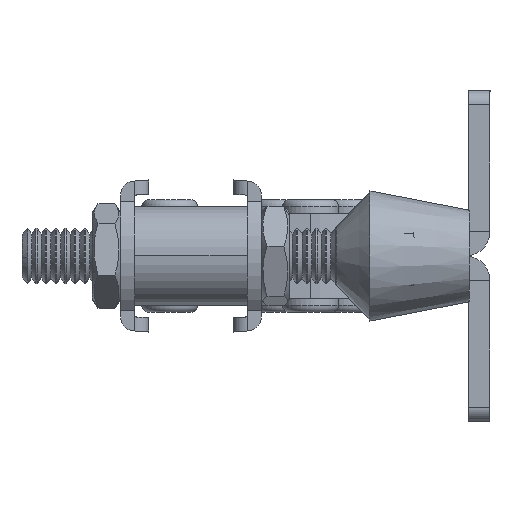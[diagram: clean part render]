
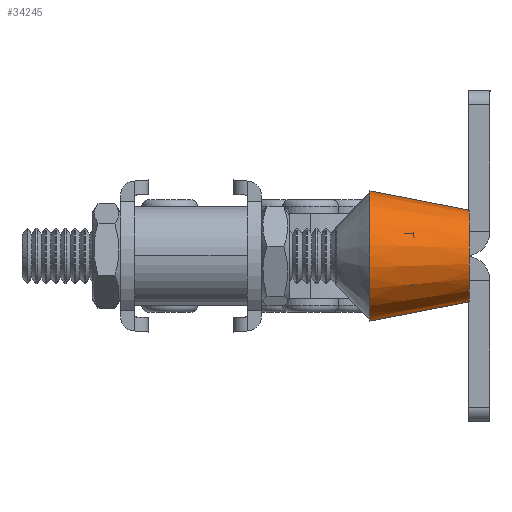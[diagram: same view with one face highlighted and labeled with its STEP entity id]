
A CAD part, left-side view. The second image highlights one B-rep face of the part: STEP entity #34245.
In plain terms, the highlighted conical face has half-angle 11 degrees and reference radius 6.5 mm.
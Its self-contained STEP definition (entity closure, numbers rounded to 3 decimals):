
#656 = EDGE_CURVE ( 'NONE', #21345, #21317, #9868, .T. ) ;
#658 = EDGE_CURVE ( 'NONE', #21323, #21263, #9855, .T. ) ;
#1816 = CONICAL_SURFACE ( 'NONE', #32398, 6.5, 0.192 ) ;
#1824 = FACE_OUTER_BOUND ( 'NONE', #12761, .T. ) ;
#8541 = VECTOR ( 'NONE', #24217, 1000. ) ;
#8546 = LINE ( 'NONE', #24218, #8541 ) ;
#8849 = VECTOR ( 'NONE', #24938, 1000. ) ;
#8857 = LINE ( 'NONE', #24939, #8849 ) ;
#9855 = CIRCLE ( 'NONE', #31357, 9.243 ) ;
#9868 = CIRCLE ( 'NONE', #31352, 6.5 ) ;
#12603 = CARTESIAN_POINT ( 'NONE',  ( 0., 0., 0. ) ) ;
#12604 = DIRECTION ( 'NONE',  ( 0., 1., 0. ) ) ;
#12608 = DIRECTION ( 'NONE',  ( 0., 0., 1. ) ) ;
#12761 = EDGE_LOOP ( 'NONE', ( #14999, #14998, #14997, #14996 ) ) ;
#14996 = ORIENTED_EDGE ( 'NONE', *, *, #658, .T. ) ;
#14997 = ORIENTED_EDGE ( 'NONE', *, *, #15405, .T. ) ;
#14998 = ORIENTED_EDGE ( 'NONE', *, *, #656, .F. ) ;
#14999 = ORIENTED_EDGE ( 'NONE', *, *, #15832, .F. ) ;
#15405 = EDGE_CURVE ( 'NONE', #21345, #21323, #8857, .T. ) ;
#15832 = EDGE_CURVE ( 'NONE', #21317, #21263, #8546, .T. ) ;
#19550 = CARTESIAN_POINT ( 'NONE',  ( 0., 0., 6.5 ) ) ;
#19583 = CARTESIAN_POINT ( 'NONE',  ( 0., 14.111, 9.243 ) ) ;
#19590 = CARTESIAN_POINT ( 'NONE',  ( 0., 0., -6.5 ) ) ;
#19702 = CARTESIAN_POINT ( 'NONE',  ( 0., 14.111, -9.243 ) ) ;
#21263 = VERTEX_POINT ( 'NONE', #19702 ) ;
#21317 = VERTEX_POINT ( 'NONE', #19590 ) ;
#21323 = VERTEX_POINT ( 'NONE', #19583 ) ;
#21345 = VERTEX_POINT ( 'NONE', #19550 ) ;
#24217 = DIRECTION ( 'NONE',  ( 0., 0.982, -0.191 ) ) ;
#24218 = CARTESIAN_POINT ( 'NONE',  ( 0., 0., -6.5 ) ) ;
#24938 = DIRECTION ( 'NONE',  ( 0., 0.982, 0.191 ) ) ;
#24939 = CARTESIAN_POINT ( 'NONE',  ( 0., 0., 6.5 ) ) ;
#31352 = AXIS2_PLACEMENT_3D ( 'NONE', #32902, #32901, #32900 ) ;
#31357 = AXIS2_PLACEMENT_3D ( 'NONE', #32894, #32893, #32892 ) ;
#32398 = AXIS2_PLACEMENT_3D ( 'NONE', #12603, #12604, #12608 ) ;
#32892 = DIRECTION ( 'NONE',  ( 0., 0., -1. ) ) ;
#32893 = DIRECTION ( 'NONE',  ( 0., -1., 0. ) ) ;
#32894 = CARTESIAN_POINT ( 'NONE',  ( 0., 14.111, 0. ) ) ;
#32900 = DIRECTION ( 'NONE',  ( 0., 0., -1. ) ) ;
#32901 = DIRECTION ( 'NONE',  ( 0., -1., 0. ) ) ;
#32902 = CARTESIAN_POINT ( 'NONE',  ( 0., 0., 0. ) ) ;
#34245 = ADVANCED_FACE ( 'NONE', ( #1824 ), #1816, .T. ) ;
